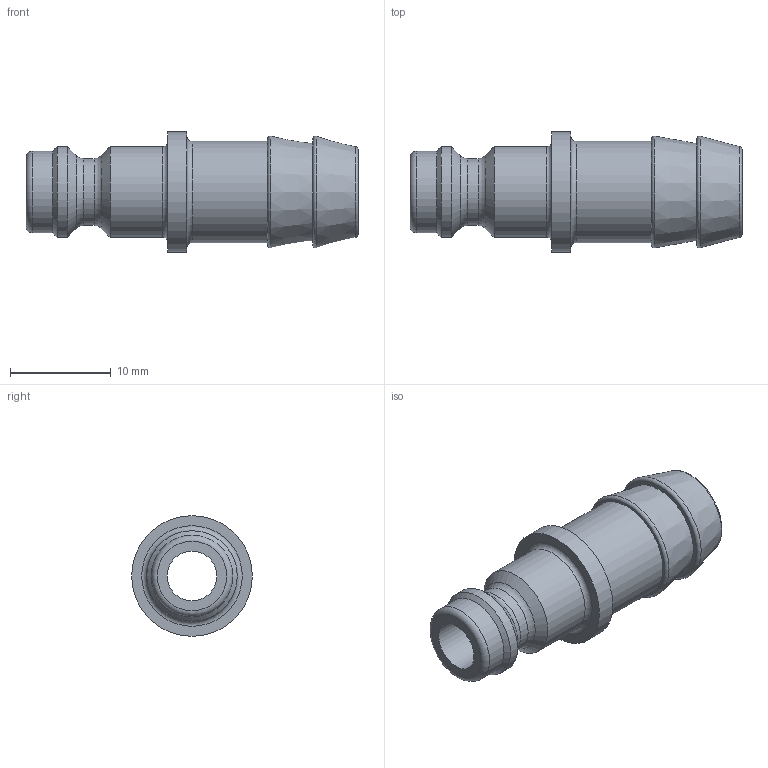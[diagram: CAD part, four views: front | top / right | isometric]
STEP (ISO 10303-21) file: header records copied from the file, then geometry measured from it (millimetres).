
FILE_DESCRIPTION((''),'2;1');
FILE_NAME('21sftf10rxx.stp','2014-04-14T14:14:51',('IA176480'),(''),'Autodesk Inventor 2013','Autodesk Inventor 2013','');
FILE_SCHEMA(('AUTOMOTIVE_DESIGN { 1 0 10303 214 1 1 1 1 }'));
Length unit declared in the file: millimetre
Products named in the file (1): D110089
Bounding box: 33 x 12 x 12 mm (x, y, z)
Volume: 1222.2 mm3; surface area: 1842.5 mm2
Topology: 1 solids, 1 shells, 28 faces, 50 edges, 28 vertices
Faces by surface type: torus 8, cylinder 8, cone 6, plane 6
Full cylindrical faces by diameter (mm): 4.95 x1, 6.65 x1, 8 x1, 8.1 x1, 9 x2, 10.05 x1, 12 x1
Entity records: 594 total; most frequent: DIRECTION 114, CARTESIAN_POINT 85, AXIS2_PLACEMENT_3D 57, ORIENTED_EDGE 56, EDGE_LOOP 56, VERTEX_POINT 28, CIRCLE 28, EDGE_CURVE 28
